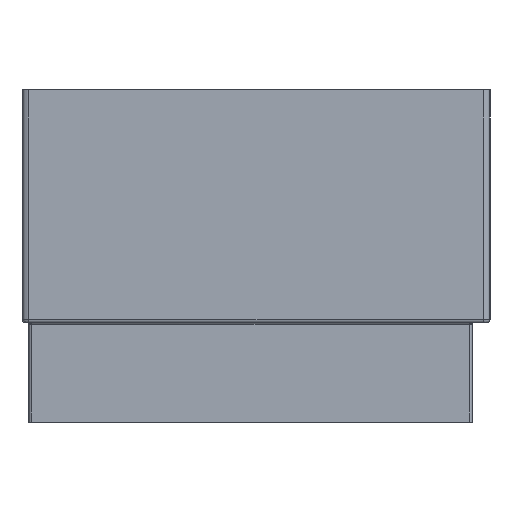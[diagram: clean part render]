
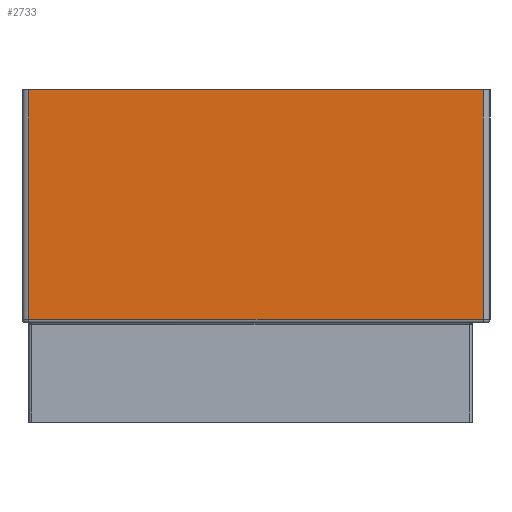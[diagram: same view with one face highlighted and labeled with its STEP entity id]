
A CAD part, left-side view. The second image highlights one B-rep face of the part: STEP entity #2733.
In plain terms, the highlighted planar face has unit normal (-1, 0, 0).
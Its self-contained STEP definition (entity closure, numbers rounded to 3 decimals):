
#64=PLANE('',#3021);
#256=FACE_OUTER_BOUND('',#426,.T.);
#426=EDGE_LOOP('',(#2353,#2354,#2355,#2356));
#749=LINE('',#4808,#999);
#753=LINE('',#4819,#1003);
#766=LINE('',#4892,#1016);
#770=LINE('',#4901,#1020);
#999=VECTOR('',#3649,10.);
#1003=VECTOR('',#3661,10.);
#1016=VECTOR('',#3712,10.);
#1020=VECTOR('',#3724,10.);
#1270=VERTEX_POINT('',#4800);
#1271=VERTEX_POINT('',#4804);
#1275=VERTEX_POINT('',#4818);
#1288=VERTEX_POINT('',#4886);
#1621=EDGE_CURVE('',#1270,#1271,#749,.T.);
#1626=EDGE_CURVE('',#1271,#1275,#753,.T.);
#1651=EDGE_CURVE('',#1275,#1288,#766,.T.);
#1656=EDGE_CURVE('',#1288,#1270,#770,.T.);
#2353=ORIENTED_EDGE('',*,*,#1621,.F.);
#2354=ORIENTED_EDGE('',*,*,#1656,.F.);
#2355=ORIENTED_EDGE('',*,*,#1651,.F.);
#2356=ORIENTED_EDGE('',*,*,#1626,.F.);
#2733=ADVANCED_FACE('',(#256),#64,.T.);
#3021=AXIS2_PLACEMENT_3D('',#4902,#3725,#3726);
#3649=DIRECTION('',(0.,0.,1.));
#3661=DIRECTION('',(0.,-1.,0.));
#3712=DIRECTION('',(0.,0.,-1.));
#3724=DIRECTION('',(0.,1.,0.));
#3725=DIRECTION('center_axis',(-1.,0.,0.));
#3726=DIRECTION('ref_axis',(0.,1.,0.));
#4800=CARTESIAN_POINT('',(124.042,-47.184,-8.059));
#4804=CARTESIAN_POINT('',(124.042,-47.184,8.621));
#4808=CARTESIAN_POINT('',(124.042,-47.184,-7.809));
#4818=CARTESIAN_POINT('',(124.042,-80.184,8.621));
#4819=CARTESIAN_POINT('',(124.042,-80.684,8.621));
#4886=CARTESIAN_POINT('',(124.042,-80.184,-8.059));
#4892=CARTESIAN_POINT('',(124.042,-80.184,-7.809));
#4901=CARTESIAN_POINT('',(124.042,-72.184,-8.059));
#4902=CARTESIAN_POINT('Origin',(124.042,-80.684,-7.809));
